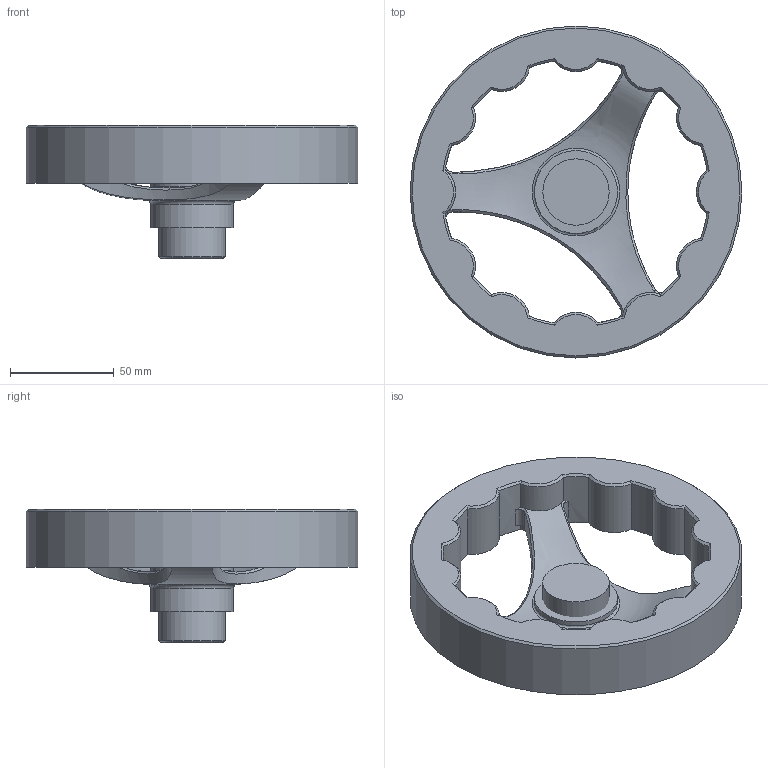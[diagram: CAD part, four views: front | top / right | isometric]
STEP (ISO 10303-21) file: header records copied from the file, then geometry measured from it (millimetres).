
FILE_DESCRIPTION( ( 'Unknown' ), '1' );
FILE_NAME( '6359015_V3RA160.stp', 'Unknown', ( 'Unknown' ), ( 'Unknown' ), 'XStep 1.0', 'Unknown', ' ' );
FILE_SCHEMA( ( 'CONFIG_CONTROL_DESIGN' ) );
Length unit declared in the file: millimetre
Products named in the file (3): Assem1; 1831150; 160
Bounding box: 160 x 160 x 64.26 mm (x, y, z)
Volume: 493205.5 mm3; surface area: 158361.7 mm2
Topology: 4 solids, 4 shells, 382 faces, 964 edges, 588 vertices
Faces by surface type: cylinder 184, plane 104, cone 60, bspline 18, revolution 12, torus 4
Full cylindrical faces by diameter (mm): 6 x2, 30 x2, 32 x6, 34 x4, 40 x4, 160 x2
Entity records: 7097 total; most frequent: CARTESIAN_POINT 2526, DIRECTION 946, ORIENTED_EDGE 904, EDGE_CURVE 452, AXIS2_PLACEMENT_3D 382, VERTEX_POINT 286, EDGE_LOOP 219, FACE_OUTER_BOUND 205
